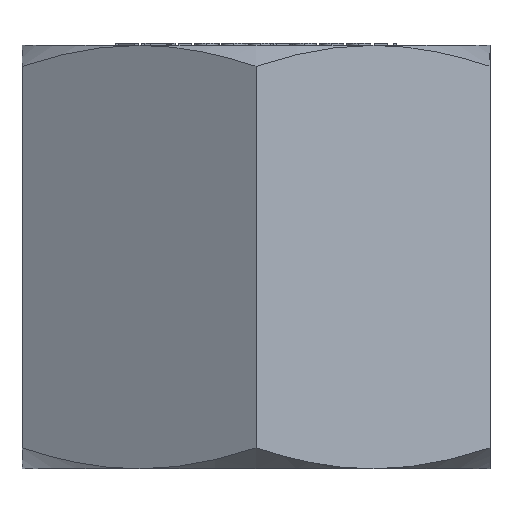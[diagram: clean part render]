
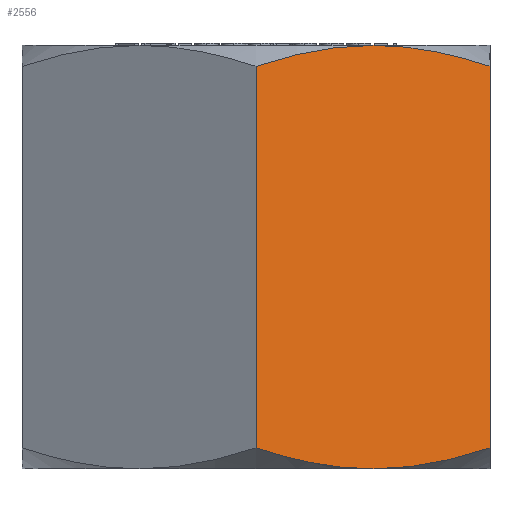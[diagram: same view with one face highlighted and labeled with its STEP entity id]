
A CAD part, front view. The second image highlights one B-rep face of the part: STEP entity #2556.
In plain terms, the highlighted planar face has unit normal (0.5, -0.866, 0).
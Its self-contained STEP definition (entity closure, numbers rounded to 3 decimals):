
#420 = VERTEX_POINT ( 'NONE', #1363 ) ;
#451 = VERTEX_POINT ( 'NONE', #1600 ) ;
#620 = VERTEX_POINT ( 'NONE', #1242 ) ;
#1242 = CARTESIAN_POINT ( 'NONE',  ( 0., -12.124, 18.062 ) ) ;
#1363 = CARTESIAN_POINT ( 'NONE',  ( 0., -12.124, 0.938 ) ) ;
#1600 = CARTESIAN_POINT ( 'NONE',  ( 5.25, -9.093, 0. ) ) ;
#1786 = AXIS2_PLACEMENT_3D ( 'NONE', #9618, #9447, #9457 ) ;
#1952 = FACE_OUTER_BOUND ( 'NONE', #12439, .T. ) ;
#2556 = ADVANCED_FACE ( 'NONE', ( #1952 ), #9538, .T. ) ;
#4456 = LINE ( 'NONE', #9137, #4457 ) ;
#4457 = VECTOR ( 'NONE', #9138, 1000. ) ;
#4460 = LINE ( 'NONE', #9145, #4461 ) ;
#4461 = VECTOR ( 'NONE', #9146, 1000. ) ;
#6302 = CARTESIAN_POINT ( 'NONE',  ( 5.25, -9.093, 0. ) ) ;
#6303 = CARTESIAN_POINT ( 'NONE',  ( 7.687, -7.687, 0. ) ) ;
#6304 = CARTESIAN_POINT ( 'NONE',  ( 10.5, -6.062, 0.938 ) ) ;
#8219 = CARTESIAN_POINT ( 'NONE',  ( 10.5, -6.062, 18.062 ) ) ;
#8221 = CARTESIAN_POINT ( 'NONE',  ( 7.687, -7.687, 19. ) ) ;
#8222 = CARTESIAN_POINT ( 'NONE',  ( 5.25, -9.093, 19. ) ) ;
#8481 = CARTESIAN_POINT ( 'NONE',  ( 0., -12.124, 0.938 ) ) ;
#8482 = CARTESIAN_POINT ( 'NONE',  ( 2.813, -10.5, 0. ) ) ;
#8483 = CARTESIAN_POINT ( 'NONE',  ( 5.25, -9.093, 0. ) ) ;
#8947 = CARTESIAN_POINT ( 'NONE',  ( 5.25, -9.093, 19. ) ) ;
#8948 = CARTESIAN_POINT ( 'NONE',  ( 2.813, -10.5, 19. ) ) ;
#8950 = CARTESIAN_POINT ( 'NONE',  ( 0., -12.124, 18.062 ) ) ;
#9137 = CARTESIAN_POINT ( 'NONE',  ( 10.5, -6.062, 0. ) ) ;
#9138 = DIRECTION ( 'NONE',  ( 0., 0., 1. ) ) ;
#9145 = CARTESIAN_POINT ( 'NONE',  ( 0., -12.124, 0. ) ) ;
#9146 = DIRECTION ( 'NONE',  ( 0., 0., 1. ) ) ;
#9447 = DIRECTION ( 'NONE',  ( 0.5, -0.866, 0. ) ) ;
#9457 = DIRECTION ( 'NONE',  ( 0.866, 0.5, 0. ) ) ;
#9538 = PLANE ( 'NONE',  #1786 ) ;
#9618 = CARTESIAN_POINT ( 'NONE',  ( 0., -12.124, 0. ) ) ;
#9791 = EDGE_CURVE ( 'NONE', #451, #12061, #14220, .T. ) ;
#9853 = EDGE_CURVE ( 'NONE', #12057, #12440, #14193, .T. ) ;
#9881 = EDGE_CURVE ( 'NONE', #420, #451, #14183, .T. ) ;
#9951 = EDGE_CURVE ( 'NONE', #12440, #620, #14168, .T. ) ;
#9982 = EDGE_CURVE ( 'NONE', #12061, #12057, #4456, .T. ) ;
#9985 = EDGE_CURVE ( 'NONE', #420, #620, #4460, .T. ) ;
#10384 = ORIENTED_EDGE ( 'NONE', *, *, #9982, .T. ) ;
#10698 = ORIENTED_EDGE ( 'NONE', *, *, #9791, .T. ) ;
#12057 = VERTEX_POINT ( 'NONE', #14324 ) ;
#12061 = VERTEX_POINT ( 'NONE', #14328 ) ;
#12187 = ORIENTED_EDGE ( 'NONE', *, *, #9853, .T. ) ;
#12188 = ORIENTED_EDGE ( 'NONE', *, *, #9951, .T. ) ;
#12189 = ORIENTED_EDGE ( 'NONE', *, *, #9985, .F. ) ;
#12190 = ORIENTED_EDGE ( 'NONE', *, *, #9881, .T. ) ;
#12439 = EDGE_LOOP ( 'NONE', ( #12187, #12188, #12189, #12190, #10698, #10384 ) ) ;
#12440 = VERTEX_POINT ( 'NONE', #14263 ) ;
#14168 =( BOUNDED_CURVE ( )  B_SPLINE_CURVE ( 2, ( #8947, #8948, #8950 ),
 .UNSPECIFIED., .F., .F. ) 
 B_SPLINE_CURVE_WITH_KNOTS ( ( 3, 3 ),
 ( 1.219, 1.916 ),
 .UNSPECIFIED. ) 
 CURVE ( )  GEOMETRIC_REPRESENTATION_ITEM ( )  RATIONAL_B_SPLINE_CURVE ( ( 1., 1.068, 1.058 ) ) 
 REPRESENTATION_ITEM ( '' )  );
#14183 =( BOUNDED_CURVE ( )  B_SPLINE_CURVE ( 2, ( #8481, #8482, #8483 ),
 .UNSPECIFIED., .F., .F. ) 
 B_SPLINE_CURVE_WITH_KNOTS ( ( 3, 3 ),
 ( 0.522, 1.219 ),
 .UNSPECIFIED. ) 
 CURVE ( )  GEOMETRIC_REPRESENTATION_ITEM ( )  RATIONAL_B_SPLINE_CURVE ( ( 1.058, 1.068, 1. ) ) 
 REPRESENTATION_ITEM ( '' )  );
#14193 =( BOUNDED_CURVE ( )  B_SPLINE_CURVE ( 2, ( #8219, #8221, #8222 ),
 .UNSPECIFIED., .F., .F. ) 
 B_SPLINE_CURVE_WITH_KNOTS ( ( 3, 3 ),
 ( 0.522, 1.219 ),
 .UNSPECIFIED. ) 
 CURVE ( )  GEOMETRIC_REPRESENTATION_ITEM ( )  RATIONAL_B_SPLINE_CURVE ( ( 1.058, 1.068, 1. ) ) 
 REPRESENTATION_ITEM ( '' )  );
#14220 =( BOUNDED_CURVE ( )  B_SPLINE_CURVE ( 2, ( #6302, #6303, #6304 ),
 .UNSPECIFIED., .F., .F. ) 
 B_SPLINE_CURVE_WITH_KNOTS ( ( 3, 3 ),
 ( 1.219, 1.916 ),
 .UNSPECIFIED. ) 
 CURVE ( )  GEOMETRIC_REPRESENTATION_ITEM ( )  RATIONAL_B_SPLINE_CURVE ( ( 1., 1.068, 1.058 ) ) 
 REPRESENTATION_ITEM ( '' )  );
#14263 = CARTESIAN_POINT ( 'NONE',  ( 5.25, -9.093, 19. ) ) ;
#14324 = CARTESIAN_POINT ( 'NONE',  ( 10.5, -6.062, 18.062 ) ) ;
#14328 = CARTESIAN_POINT ( 'NONE',  ( 10.5, -6.062, 0.938 ) ) ;
